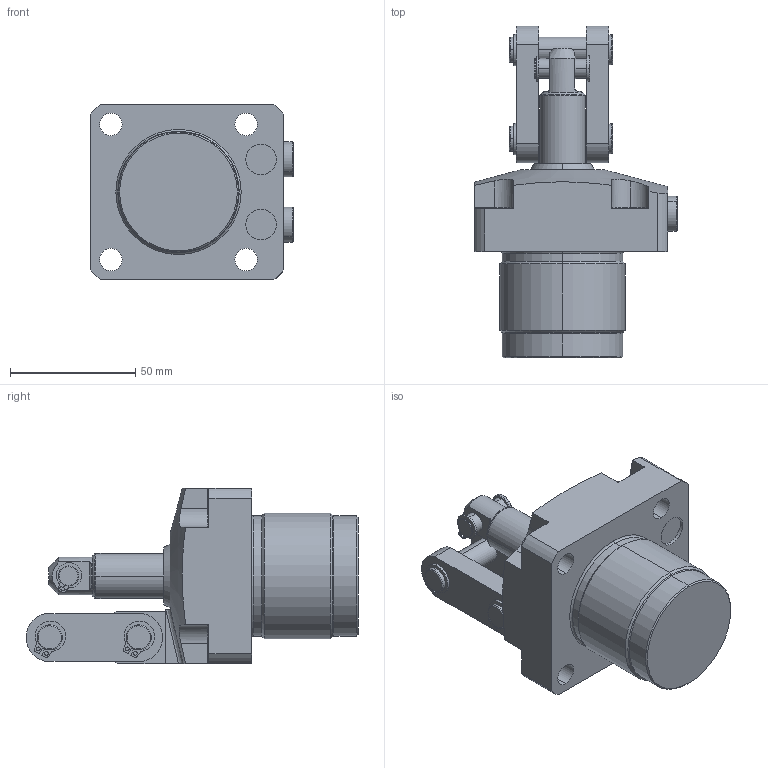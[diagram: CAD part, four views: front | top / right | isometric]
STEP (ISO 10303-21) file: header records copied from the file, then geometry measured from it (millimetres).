
FILE_DESCRIPTION (( 'STEP AP214' ), '1' );
FILE_NAME ('CLW10-R.STEP', '2006-01-11T00:05:44', ( '' ), ( '' ), 'SwSTEP 2.0', 'SolidWorks 2004334', '' );
FILE_SCHEMA (( 'AUTOMOTIVE_DESIGN' ));
Length unit declared in the file: millimetre
Products named in the file (5): CLW10link_蹬怮椔; CLW10cylinder(R)_蹬怮椔; CLW10piston_蹬怮椔; CLW10-R; BSPP-G1-8_蹬怮椔
Assembly tree (5 placements, depth 2):
  CLW10-R
    BSPP-G1-8_蹬怮椔  x2
    CLW10link_蹬怮椔
    CLW10cylinder(R)_蹬怮椔
    CLW10piston_蹬怮椔
Bounding box: 80.8 x 132.5 x 70 mm (x, y, z)
Volume: 258870.9 mm3; surface area: 44275.7 mm2
Topology: 5 solids, 5 shells, 299 faces, 713 edges, 453 vertices
Faces by surface type: cylinder 128, plane 114, torus 30, cone 25, bspline 2
Entity records: 9294 total; most frequent: CARTESIAN_POINT 2448, DIRECTION 1508, ORIENTED_EDGE 1334, EDGE_CURVE 667, AXIS2_PLACEMENT_3D 599, VERTEX_POINT 425, EDGE_LOOP 316, CIRCLE 316
